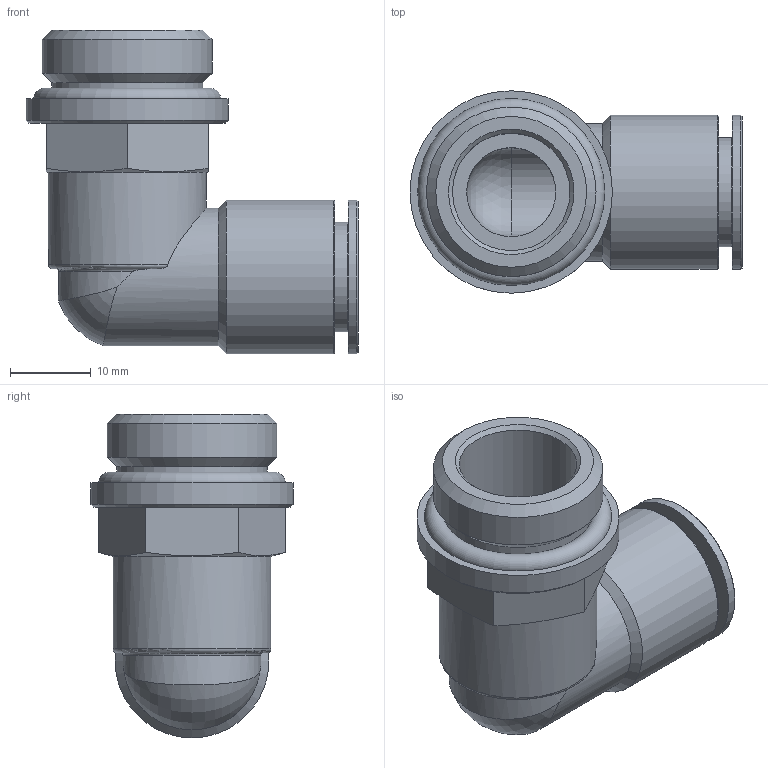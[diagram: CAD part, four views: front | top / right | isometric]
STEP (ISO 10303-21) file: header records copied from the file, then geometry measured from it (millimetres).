
FILE_DESCRIPTION(/* description */ ('STEP AP214'),/* implementation_level */ '2;1');
FILE_NAME(/* name */ '558719_NPQM-L-G12-Q12-P10',/* time_stamp */ '2024-09-12T11:25:08+02:00',/* author */ ('License CC BY-ND 4.0'),/* organization */ ('CADENAS'),/* preprocessor_version */ 'ST-DEVELOPER v19.3',/* originating_system */ 'PARTsolutions',/* authorisation */ ' ');
FILE_SCHEMA (('AUTOMOTIVE_DESIGN {1 0 10303 214 3 1 1}'));
Length unit declared in the file: millimetre
Products named in the file (1): 558719 NPQM-L-G12-Q12-P10
Bounding box: 41 x 25 x 40 mm (x, y, z)
Volume: 10093 mm3; surface area: 6859.8 mm2
Topology: 1 solids, 1 shells, 43 faces, 94 edges, 58 vertices
Faces by surface type: plane 15, cylinder 13, cone 10, torus 4, sphere 1
Full cylindrical faces by diameter (mm): 11 x2, 12 x1, 13.5 x1, 14.5 x1, 17 x1, 18.631 x1, 19 x2, 19.5 x1, 20.955 x1, 25 x1
Entity records: 1380 total; most frequent: CARTESIAN_POINT 238, DIRECTION 176, ORIENTED_EDGE 128, AXIS2_PLACEMENT_3D 81, EDGE_LOOP 74, FACE_BOUND 74, EDGE_CURVE 64, VERTEX_POINT 52
